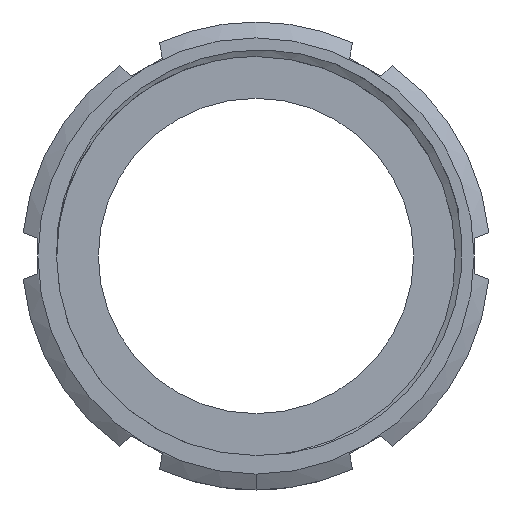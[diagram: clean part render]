
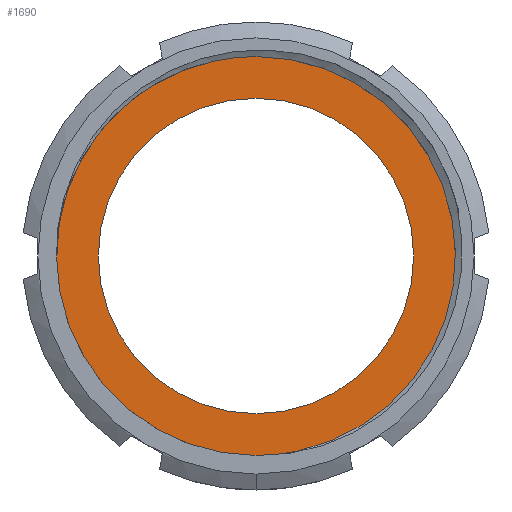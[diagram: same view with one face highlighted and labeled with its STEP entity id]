
A CAD part, left-side view. The second image highlights one B-rep face of the part: STEP entity #1690.
In plain terms, the highlighted planar face has unit normal (-1, 0, 0).
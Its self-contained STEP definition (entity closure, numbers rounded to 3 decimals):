
#13 = EDGE_CURVE ( 'NONE', #447, #1037, #1024, .T. ) ;
#76 = PLANE ( 'NONE',  #82 ) ;
#77 = EDGE_CURVE ( 'NONE', #845, #277, #770, .T. ) ;
#82 = AXIS2_PLACEMENT_3D ( 'NONE', #2271, #2008, #1530 ) ;
#277 = VERTEX_POINT ( 'NONE', #2010 ) ;
#296 = CARTESIAN_POINT ( 'NONE',  ( 8., 0., 0. ) ) ;
#447 = VERTEX_POINT ( 'NONE', #648 ) ;
#491 = CIRCLE ( 'NONE', #1920, 41.012 ) ;
#596 = CARTESIAN_POINT ( 'NONE',  ( 8., 0., 0. ) ) ;
#648 = CARTESIAN_POINT ( 'NONE',  ( 8., 0., -31. ) ) ;
#688 = EDGE_LOOP ( 'NONE', ( #2420, #2514 ) ) ;
#699 = AXIS2_PLACEMENT_3D ( 'NONE', #596, #1633, #868 ) ;
#720 = ORIENTED_EDGE ( 'NONE', *, *, #13, .F. ) ;
#770 = CIRCLE ( 'NONE', #699, 41.012 ) ;
#828 = FACE_OUTER_BOUND ( 'NONE', #688, .T. ) ;
#845 = VERTEX_POINT ( 'NONE', #3068 ) ;
#868 = DIRECTION ( 'NONE',  ( 0., 0., 1. ) ) ;
#917 = DIRECTION ( 'NONE',  ( 0., 0., 1. ) ) ;
#923 = CIRCLE ( 'NONE', #2605, 31. ) ;
#1024 = CIRCLE ( 'NONE', #1787, 31. ) ;
#1037 = VERTEX_POINT ( 'NONE', #1375 ) ;
#1064 = FACE_BOUND ( 'NONE', #2812, .T. ) ;
#1251 = EDGE_CURVE ( 'NONE', #277, #845, #491, .T. ) ;
#1270 = DIRECTION ( 'NONE',  ( -1., 0., 0. ) ) ;
#1375 = CARTESIAN_POINT ( 'NONE',  ( 8., 0., 31. ) ) ;
#1391 = DIRECTION ( 'NONE',  ( 0., 0., 1. ) ) ;
#1530 = DIRECTION ( 'NONE',  ( 0., 0., -1. ) ) ;
#1633 = DIRECTION ( 'NONE',  ( -1., 0., 0. ) ) ;
#1690 = ADVANCED_FACE ( 'NONE', ( #1064, #828 ), #76, .F. ) ;
#1787 = AXIS2_PLACEMENT_3D ( 'NONE', #3080, #2588, #1391 ) ;
#1886 = EDGE_CURVE ( 'NONE', #1037, #447, #923, .T. ) ;
#1920 = AXIS2_PLACEMENT_3D ( 'NONE', #296, #1270, #3009 ) ;
#2008 = DIRECTION ( 'NONE',  ( 1., 0., 0. ) ) ;
#2010 = CARTESIAN_POINT ( 'NONE',  ( 8., 0., 41.012 ) ) ;
#2271 = CARTESIAN_POINT ( 'NONE',  ( 8., 31., 0. ) ) ;
#2420 = ORIENTED_EDGE ( 'NONE', *, *, #1251, .T. ) ;
#2514 = ORIENTED_EDGE ( 'NONE', *, *, #77, .T. ) ;
#2530 = ORIENTED_EDGE ( 'NONE', *, *, #1886, .F. ) ;
#2588 = DIRECTION ( 'NONE',  ( -1., 0., 0. ) ) ;
#2605 = AXIS2_PLACEMENT_3D ( 'NONE', #3102, #2896, #917 ) ;
#2812 = EDGE_LOOP ( 'NONE', ( #2530, #720 ) ) ;
#2896 = DIRECTION ( 'NONE',  ( -1., 0., 0. ) ) ;
#3009 = DIRECTION ( 'NONE',  ( 0., 0., 1. ) ) ;
#3068 = CARTESIAN_POINT ( 'NONE',  ( 8., 0., -41.012 ) ) ;
#3080 = CARTESIAN_POINT ( 'NONE',  ( 8., 0., 0. ) ) ;
#3102 = CARTESIAN_POINT ( 'NONE',  ( 8., 0., 0. ) ) ;
